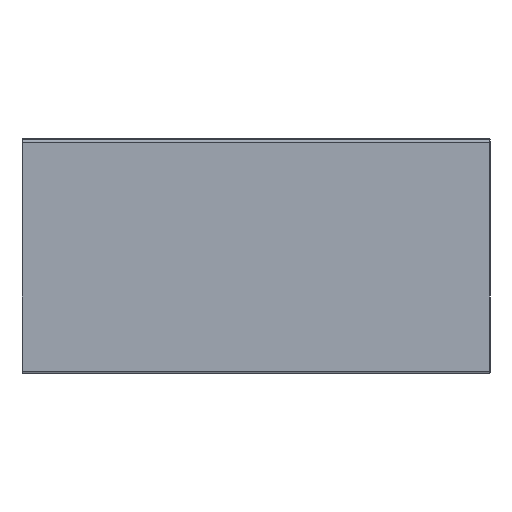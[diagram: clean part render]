
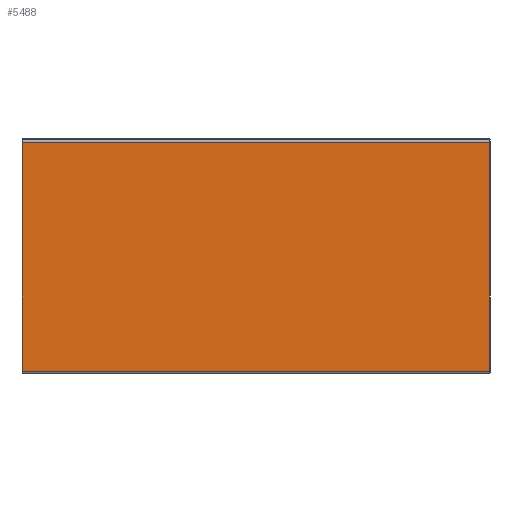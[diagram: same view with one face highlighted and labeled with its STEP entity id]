
A CAD part, left-side view. The second image highlights one B-rep face of the part: STEP entity #5488.
In plain terms, the highlighted planar face has unit normal (-1, 0, 0).
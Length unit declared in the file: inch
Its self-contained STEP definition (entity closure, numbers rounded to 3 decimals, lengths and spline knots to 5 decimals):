
#196 = VECTOR ( 'NONE', #1942, 39.37008 ) ;
#393 = ORIENTED_EDGE ( 'NONE', *, *, #572, .F. ) ;
#572 = EDGE_CURVE ( 'NONE', #1679, #2424, #3248, .T. ) ;
#640 = PLANE ( 'NONE',  #2331 ) ;
#713 = CARTESIAN_POINT ( 'NONE',  ( -8., 8., 0.086 ) ) ;
#762 = EDGE_LOOP ( 'NONE', ( #4340, #6019, #393, #3132 ) ) ;
#1000 = EDGE_CURVE ( 'NONE', #2855, #3185, #5861, .T. ) ;
#1159 = FACE_OUTER_BOUND ( 'NONE', #762, .T. ) ;
#1679 = VERTEX_POINT ( 'NONE', #6125 ) ;
#1942 = DIRECTION ( 'NONE',  ( 0., 0., -1. ) ) ;
#2029 = EDGE_CURVE ( 'NONE', #2855, #2424, #5669, .T. ) ;
#2046 = CARTESIAN_POINT ( 'NONE',  ( -8., 8., 0.057 ) ) ;
#2230 = CARTESIAN_POINT ( 'NONE',  ( -8., -8., 7.914 ) ) ;
#2331 = AXIS2_PLACEMENT_3D ( 'NONE', #2722, #4285, #5871 ) ;
#2424 = VERTEX_POINT ( 'NONE', #713 ) ;
#2627 = VECTOR ( 'NONE', #4276, 39.37008 ) ;
#2722 = CARTESIAN_POINT ( 'NONE',  ( -8., -8., 0.047 ) ) ;
#2855 = VERTEX_POINT ( 'NONE', #4104 ) ;
#3132 = ORIENTED_EDGE ( 'NONE', *, *, #5531, .T. ) ;
#3185 = VERTEX_POINT ( 'NONE', #4396 ) ;
#3248 = LINE ( 'NONE', #4875, #5219 ) ;
#3815 = DIRECTION ( 'NONE',  ( 0., 0., 1. ) ) ;
#3832 = DIRECTION ( 'NONE',  ( 0., 1., 0. ) ) ;
#4104 = CARTESIAN_POINT ( 'NONE',  ( -8., 8., 7.914 ) ) ;
#4276 = DIRECTION ( 'NONE',  ( 0., -1., 0. ) ) ;
#4285 = DIRECTION ( 'NONE',  ( 1., 0., 0. ) ) ;
#4340 = ORIENTED_EDGE ( 'NONE', *, *, #1000, .F. ) ;
#4396 = CARTESIAN_POINT ( 'NONE',  ( -8., -8., 7.914 ) ) ;
#4424 = LINE ( 'NONE', #6379, #5782 ) ;
#4875 = CARTESIAN_POINT ( 'NONE',  ( -8., -8., 0.086 ) ) ;
#5219 = VECTOR ( 'NONE', #3832, 39.37008 ) ;
#5488 = ADVANCED_FACE ( 'NONE', ( #1159 ), #640, .F. ) ;
#5531 = EDGE_CURVE ( 'NONE', #1679, #3185, #4424, .T. ) ;
#5669 = LINE ( 'NONE', #2046, #196 ) ;
#5782 = VECTOR ( 'NONE', #3815, 39.37008 ) ;
#5861 = LINE ( 'NONE', #2230, #2627 ) ;
#5871 = DIRECTION ( 'NONE',  ( 0., 0., -1. ) ) ;
#6019 = ORIENTED_EDGE ( 'NONE', *, *, #2029, .T. ) ;
#6125 = CARTESIAN_POINT ( 'NONE',  ( -8., -8., 0.086 ) ) ;
#6379 = CARTESIAN_POINT ( 'NONE',  ( -8., -8., 0.057 ) ) ;
